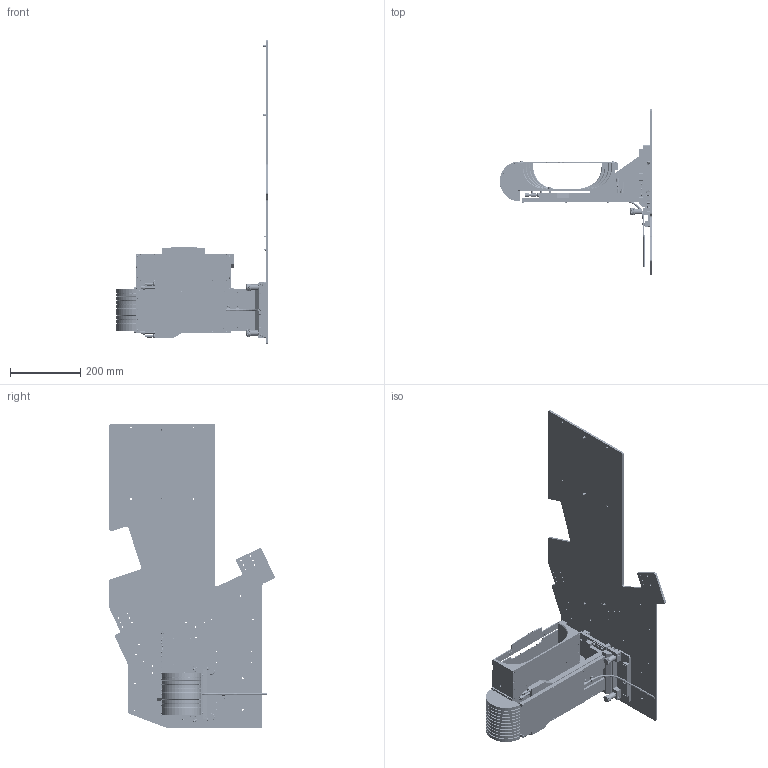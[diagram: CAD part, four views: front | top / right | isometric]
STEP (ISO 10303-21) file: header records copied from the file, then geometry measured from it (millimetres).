
FILE_DESCRIPTION(/* description */ ('BP - SPHERICAL STOP'),/* implementation_level */ '2;1');
FILE_NAME(/* name */ 'SLIT_V4.3.2_TEST_SLIT.stp',/* time_stamp */ '2016-06-27T12:52:06+01:00',/* author */ ('dgb'),/* organization */ (''),/* preprocessor_version */ 'ST-DEVELOPER v15.6',/* originating_system */ 'Autodesk Inventor 2015',/* authorisation */ '');
FILE_SCHEMA (('AUTOMOTIVE_DESIGN { 1 0 10303 214 3 1 1 }'));
Products named in the file (97): BP - SPHERICAL STOP; SHS3-5 shoulder screw - ondrives; BP - DATUM; ISO 7434 - M3 x 8DIN EN; DATUM; CA - BASE; CA - KNURLED CAPTIVE SCREW; CA - WASHER; F19SS075-Step; TTN024807-E0W; 18988-E0W; FINE ADJUSTER; SPRING 90; SHS3-5 shoulder screw - ondrives SHORT; CA - CLAMP; SPRING; ISO 4762 - M4 x 10DIN EN ISO; CA - SLIDING PAD; IFI 513 - M3x0.5 x 6(1) I; CARRIAGE; GUIDE; V GROOVE ARRAY; FIBRE FAN; SLIT BLOCK; FIBRE FAN_1; SLIT BLOCK_1; FIBRE FAN_2; SLIT BLOCK_2; FIBRE FAN_3; SLIT BLOCK_3; FIBRE FAN_4; SLIT BLOCK_4; FIBRE FAN_5; SLIT BLOCK_5; FIBRE FAN_6; SLIT BLOCK_6; FIBRE FAN_7; SLIT BLOCK_7; FIBRE FAN_8; SLIT BLOCK_8 ...
Assembly tree (268 placements, depth 6):
  SLIT_V4.3.2_TEST_SLIT
    DATUM  x3
      BP - SPHERICAL STOP
      SHS3-5 shoulder screw - ondrives
      BP - DATUM
      ISO 7434 - M3 x 8DIN EN
    SLIDING ASSY
      CARRIAGE
        CA - BASE
        CA - KNURLED CAPTIVE SCREW  x2
        CA - WASHER  x2
        FINE ADJUSTER  x3
          F19SS075-Step
          TTN024807-E0W
          18988-E0W
        SPRING 90  x2
        SHS3-5 shoulder screw - ondrives SHORT  x3
        CA - CLAMP  x3
        SPRING
        ISO 4762 - M4 x 10DIN EN ISO  x9
        CA - SLIDING PAD  x3
        IFI 513 - M3x0.5 x 6(1) I  x12
      GUIDE
      HEAD UNIT
        SLIT ASSY
          SLIT BLOCK
            V GROOVE ARRAY
            FIBRE FAN
          SLIT BLOCK_1
            V GROOVE ARRAY
            FIBRE FAN_1
          SLIT BLOCK_2
            V GROOVE ARRAY
            FIBRE FAN_2
          SLIT BLOCK_3
            V GROOVE ARRAY
            FIBRE FAN_3
          SLIT BLOCK_4
            V GROOVE ARRAY
            FIBRE FAN_4
          SLIT BLOCK_5
            V GROOVE ARRAY
            FIBRE FAN_5
          SLIT BLOCK_6
            V GROOVE ARRAY
            FIBRE FAN_6
          SLIT BLOCK_7
            V GROOVE ARRAY
            FIBRE FAN_7
          SLIT BLOCK_8
            V GROOVE ARRAY
            FIBRE FAN_8
          SLIT BLOCK_9
            V GROOVE ARRAY
            FIBRE FAN_9
          DESI-1435-v2.1 Slit support plate
          DESI-1435.1-v1 Retainer
          ISO 2009 - M1.6 x 2.5ISO 0.8  x4
          ANSI B18.3.4M - M3 x 0.5 x 6(1)  x4
        HU - BACKPLANE
Bounding box: 433.06 x 469.59 x 865 mm (x, y, z)
Volume: 4418137.4 mm3; surface area: 1583545.5 mm2
Topology: 301 solids, 346 shells, 7597 faces, 17891 edges, 11422 vertices
Faces by surface type: plane 3938, cylinder 2073, cone 645, bspline 596, torus 333, sphere 12
Full cylindrical faces by diameter (mm): 0.17 x250, 0.8 x20, 1.171 x4, 1.221 x4, 1.5 x3, 1.567 x47, 1.6 x4, 2 x47, 2.2 x3, 2.4 x32, 2.459 x72, 2.5 x30, 3 x82, 3.188 x3, 3.2 x4, 3.242 x25, 3.3 x8, 3.4 x81, 3.5 x22, 3.6 x4, 3.8 x47, 4 x123, 4.2 x23, 4.4 x3, 4.5 x20, 4.763 x9, 4.917 x5, 5 x76, 5.2 x12, 5.5 x51
Entity records: 99644 total; most frequent: CARTESIAN_POINT 23590, DIRECTION 15382, ORIENTED_EDGE 13222, EDGE_CURVE 6656, AXIS2_PLACEMENT_3D 6220, EDGE_LOOP 5437, VERTEX_POINT 4891, ADVANCED_FACE 3408
